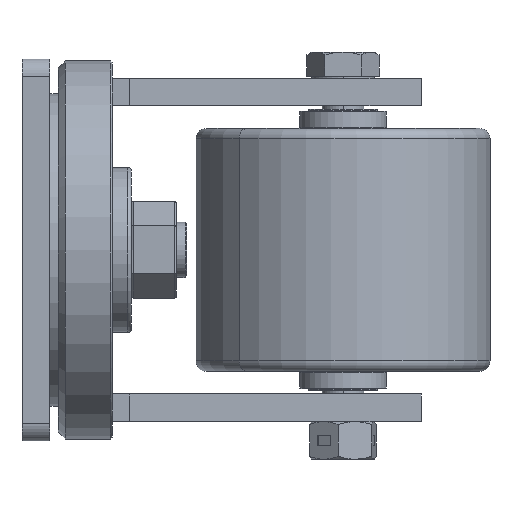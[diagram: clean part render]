
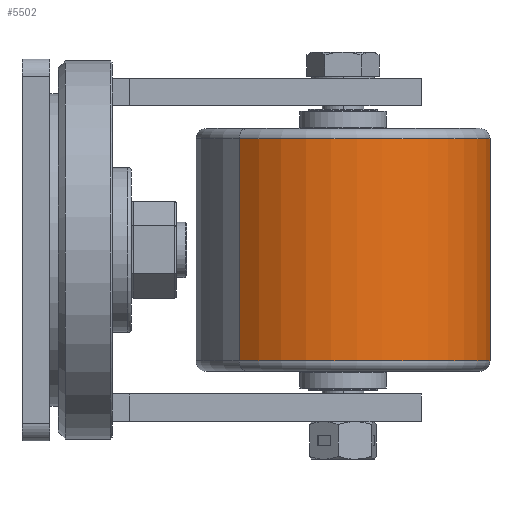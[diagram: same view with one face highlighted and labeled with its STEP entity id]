
A CAD part, left-side view. The second image highlights one B-rep face of the part: STEP entity #5502.
In plain terms, the highlighted cylindrical face has radius 42.5 mm (diameter 85 mm), a partial arc.
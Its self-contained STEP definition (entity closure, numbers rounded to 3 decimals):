
#271 = EDGE_CURVE ( 'NONE', #2241, #4505, #8541, .T. ) ;
#421 = CARTESIAN_POINT ( 'NONE',  ( 97.204, -96.399, 32. ) ) ;
#678 = EDGE_CURVE ( 'NONE', #9577, #3478, #1649, .T. ) ;
#775 = EDGE_CURVE ( 'NONE', #3478, #2241, #2007, .T. ) ;
#1462 = CARTESIAN_POINT ( 'NONE',  ( 67., -66.5, 35. ) ) ;
#1541 = CARTESIAN_POINT ( 'NONE',  ( 67., -66.5, 32. ) ) ;
#1607 = DIRECTION ( 'NONE',  ( -0.711, 0.704, 0. ) ) ;
#1649 = CIRCLE ( 'NONE', #13311, 42.5 ) ;
#2007 = LINE ( 'NONE', #6102, #6379 ) ;
#2241 = VERTEX_POINT ( 'NONE', #421 ) ;
#2248 = AXIS2_PLACEMENT_3D ( 'NONE', #1541, #4590, #1607 ) ;
#2594 = VECTOR ( 'NONE', #9047, 1000. ) ;
#2989 = EDGE_CURVE ( 'NONE', #9577, #4505, #12125, .T. ) ;
#3478 = VERTEX_POINT ( 'NONE', #4392 ) ;
#3533 = DIRECTION ( 'NONE',  ( 0.711, -0.704, 0. ) ) ;
#3584 = AXIS2_PLACEMENT_3D ( 'NONE', #1462, #9689, #3533 ) ;
#4117 = DIRECTION ( 'NONE',  ( 0., 0., 1. ) ) ;
#4392 = CARTESIAN_POINT ( 'NONE',  ( 97.204, -96.399, -32. ) ) ;
#4505 = VERTEX_POINT ( 'NONE', #7304 ) ;
#4590 = DIRECTION ( 'NONE',  ( 0., 0., -1. ) ) ;
#5502 = ADVANCED_FACE ( 'NONE', ( #9755 ), #12642, .T. ) ;
#6102 = CARTESIAN_POINT ( 'NONE',  ( 97.204, -96.399, 35. ) ) ;
#6379 = VECTOR ( 'NONE', #4117, 1000. ) ;
#6580 = DIRECTION ( 'NONE',  ( 0.711, -0.704, 0. ) ) ;
#6645 = EDGE_LOOP ( 'NONE', ( #13275, #10354, #7232, #11271 ) ) ;
#7232 = ORIENTED_EDGE ( 'NONE', *, *, #775, .T. ) ;
#7304 = CARTESIAN_POINT ( 'NONE',  ( 36.796, -36.601, 32. ) ) ;
#8245 = CARTESIAN_POINT ( 'NONE',  ( 36.796, -36.601, -32. ) ) ;
#8541 = CIRCLE ( 'NONE', #2248, 42.5 ) ;
#9047 = DIRECTION ( 'NONE',  ( 0., 0., 1. ) ) ;
#9577 = VERTEX_POINT ( 'NONE', #8245 ) ;
#9689 = DIRECTION ( 'NONE',  ( 0., 0., 1. ) ) ;
#9755 = FACE_OUTER_BOUND ( 'NONE', #6645, .T. ) ;
#10039 = CARTESIAN_POINT ( 'NONE',  ( 36.796, -36.601, 35. ) ) ;
#10354 = ORIENTED_EDGE ( 'NONE', *, *, #678, .T. ) ;
#11271 = ORIENTED_EDGE ( 'NONE', *, *, #271, .T. ) ;
#11764 = DIRECTION ( 'NONE',  ( 0., 0., 1. ) ) ;
#12125 = LINE ( 'NONE', #10039, #2594 ) ;
#12642 = CYLINDRICAL_SURFACE ( 'NONE', #3584, 42.5 ) ;
#12767 = CARTESIAN_POINT ( 'NONE',  ( 67., -66.5, -32. ) ) ;
#13275 = ORIENTED_EDGE ( 'NONE', *, *, #2989, .F. ) ;
#13311 = AXIS2_PLACEMENT_3D ( 'NONE', #12767, #11764, #6580 ) ;
